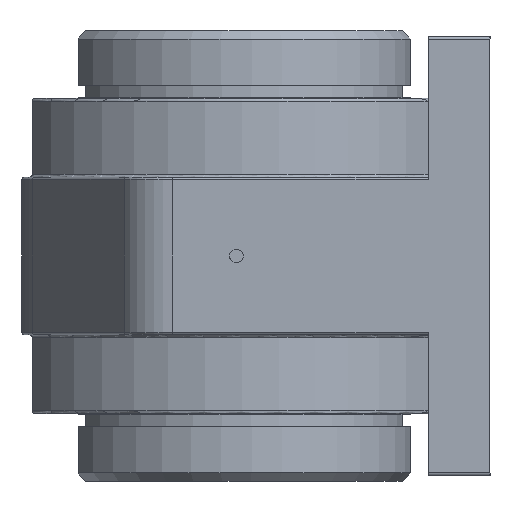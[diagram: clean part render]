
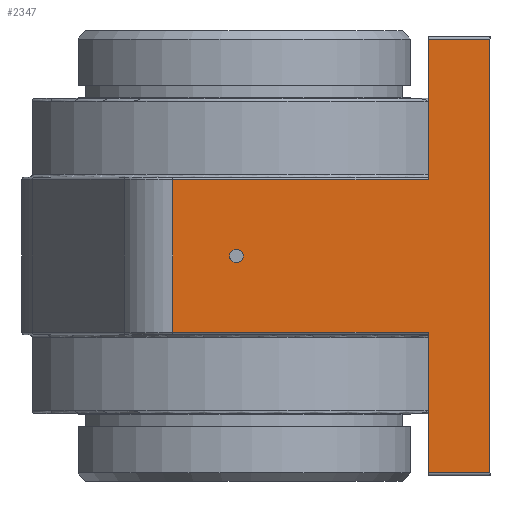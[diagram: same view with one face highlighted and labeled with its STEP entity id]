
A CAD part, left-side view. The second image highlights one B-rep face of the part: STEP entity #2347.
In plain terms, the highlighted planar face has unit normal (-1, 0, 0).
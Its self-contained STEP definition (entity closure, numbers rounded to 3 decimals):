
#84=FACE_BOUND('',#515,.T.);
#244=CIRCLE('',#2653,1.23);
#372=FACE_OUTER_BOUND('',#514,.T.);
#514=EDGE_LOOP('',(#1887,#1888,#1889,#1890,#1891,#1892,#1893,#1894));
#515=EDGE_LOOP('',(#1895));
#612=LINE('',#3692,#800);
#639=LINE('',#3799,#827);
#644=LINE('',#3826,#832);
#651=LINE('',#3866,#839);
#662=LINE('',#3944,#850);
#682=LINE('',#4034,#870);
#691=LINE('',#4081,#879);
#692=LINE('',#4083,#880);
#800=VECTOR('',#2862,1000.);
#827=VECTOR('',#2983,1000.);
#832=VECTOR('',#2998,1000.);
#839=VECTOR('',#3035,1000.);
#850=VECTOR('',#3092,1000.);
#870=VECTOR('',#3166,1000.);
#879=VECTOR('',#3199,1000.);
#880=VECTOR('',#3202,1000.);
#1003=VERTEX_POINT('',#3688);
#1004=VERTEX_POINT('',#3690);
#1036=VERTEX_POINT('',#3796);
#1037=VERTEX_POINT('',#3798);
#1042=VERTEX_POINT('',#3825);
#1069=VERTEX_POINT('',#3939);
#1089=VERTEX_POINT('',#4032);
#1094=VERTEX_POINT('',#4056);
#1098=VERTEX_POINT('',#4084);
#1233=EDGE_CURVE('',#1003,#1004,#612,.T.);
#1284=EDGE_CURVE('',#1036,#1037,#639,.T.);
#1293=EDGE_CURVE('',#1037,#1042,#644,.T.);
#1311=EDGE_CURVE('',#1042,#1004,#651,.T.);
#1337=EDGE_CURVE('',#1003,#1069,#662,.T.);
#1373=EDGE_CURVE('',#1089,#1036,#682,.T.);
#1389=EDGE_CURVE('',#1069,#1094,#691,.T.);
#1390=EDGE_CURVE('',#1094,#1089,#692,.T.);
#1391=EDGE_CURVE('',#1098,#1098,#244,.T.);
#1887=ORIENTED_EDGE('',*,*,#1390,.F.);
#1888=ORIENTED_EDGE('',*,*,#1389,.F.);
#1889=ORIENTED_EDGE('',*,*,#1337,.F.);
#1890=ORIENTED_EDGE('',*,*,#1233,.T.);
#1891=ORIENTED_EDGE('',*,*,#1311,.F.);
#1892=ORIENTED_EDGE('',*,*,#1293,.F.);
#1893=ORIENTED_EDGE('',*,*,#1284,.F.);
#1894=ORIENTED_EDGE('',*,*,#1373,.F.);
#1895=ORIENTED_EDGE('',*,*,#1391,.T.);
#2251=PLANE('',#2652);
#2347=ADVANCED_FACE('',(#372,#84),#2251,.T.);
#2652=AXIS2_PLACEMENT_3D('',#4082,#3200,#3201);
#2653=AXIS2_PLACEMENT_3D('',#4085,#3203,#3204);
#2862=DIRECTION('',(0.,0.,-1.));
#2983=DIRECTION('',(0.,1.,0.));
#2998=DIRECTION('',(0.,0.,1.));
#3035=DIRECTION('',(0.,1.,0.));
#3092=DIRECTION('',(0.,-1.,0.));
#3166=DIRECTION('',(0.,0.,-1.));
#3199=DIRECTION('',(0.,0.,1.));
#3200=DIRECTION('center_axis',(-1.,0.,0.));
#3201=DIRECTION('ref_axis',(0.,0.,1.));
#3202=DIRECTION('',(0.,-1.,0.));
#3203=DIRECTION('center_axis',(1.,0.,0.));
#3204=DIRECTION('ref_axis',(0.,0.,1.));
#3688=CARTESIAN_POINT('',(-54.,11.275,13.5));
#3690=CARTESIAN_POINT('',(-54.,11.275,-13.5));
#3692=CARTESIAN_POINT('',(-54.,11.275,0.));
#3796=CARTESIAN_POINT('',(-54.,-45.,-38.5));
#3798=CARTESIAN_POINT('',(-54.,-34.,-38.5));
#3799=CARTESIAN_POINT('',(-54.,-42.25,-38.5));
#3825=CARTESIAN_POINT('',(-54.,-34.,-13.5));
#3826=CARTESIAN_POINT('',(-54.,-34.,0.));
#3866=CARTESIAN_POINT('',(-54.,-22.845,-13.5));
#3939=CARTESIAN_POINT('',(-54.,-34.,13.5));
#3944=CARTESIAN_POINT('',(-54.,-22.845,13.5));
#4032=CARTESIAN_POINT('',(-54.,-45.,38.5));
#4034=CARTESIAN_POINT('',(-54.,-45.,0.));
#4056=CARTESIAN_POINT('',(-54.,-34.,38.5));
#4081=CARTESIAN_POINT('',(-54.,-34.,0.));
#4082=CARTESIAN_POINT('Origin',(-54.,-45.,0.));
#4083=CARTESIAN_POINT('',(-54.,-42.25,38.5));
#4084=CARTESIAN_POINT('',(-54.,0.,-1.23));
#4085=CARTESIAN_POINT('Origin',(-54.,0.,0.));
